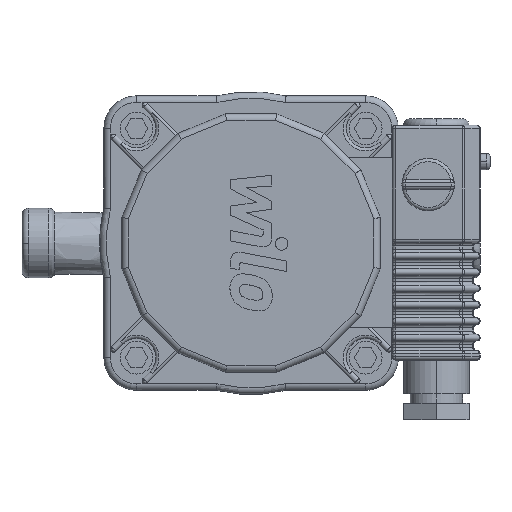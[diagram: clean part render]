
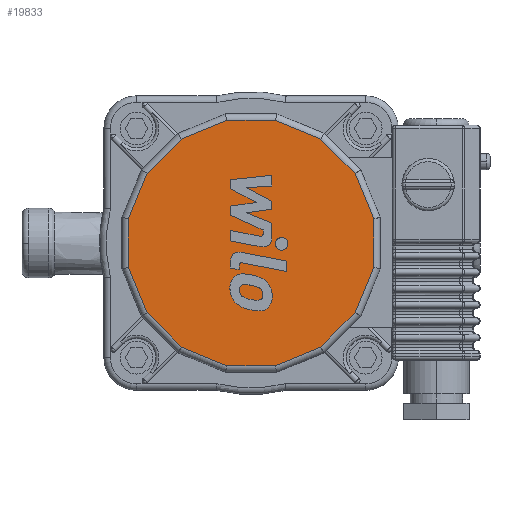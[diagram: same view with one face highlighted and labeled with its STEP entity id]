
A CAD part, front view. The second image highlights one B-rep face of the part: STEP entity #19833.
In plain terms, the highlighted planar face has unit normal (0, -1, 0).
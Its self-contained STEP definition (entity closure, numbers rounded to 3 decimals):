
#19243=CARTESIAN_POINT('',(48.758,-97.0,-31.791));
#19244=VERTEX_POINT('',#19243);
#19245=CARTESIAN_POINT('',(38.209,-97.0,-21.242));
#19246=VERTEX_POINT('',#19245);
#19247=CARTESIAN_POINT('',(48.758,-97.0,-31.791));
#19248=DIRECTION('',(-0.707,0.0,0.707));
#19249=VECTOR('',#19248,14.918);
#19250=LINE('',#19247,#19249);
#19251=EDGE_CURVE('',#19244,#19246,#19250,.T.);
#19276=CARTESIAN_POINT('',(32.5,-97.0,-7.459));
#19277=VERTEX_POINT('',#19276);
#19278=CARTESIAN_POINT('',(38.209,-97.0,-21.242));
#19279=DIRECTION('',(-0.383,0.0,0.924));
#19280=VECTOR('',#19279,14.918);
#19281=LINE('',#19278,#19280);
#19282=EDGE_CURVE('',#19246,#19277,#19281,.T.);
#19308=CARTESIAN_POINT('',(32.5,-97.0,7.459));
#19309=VERTEX_POINT('',#19308);
#19310=CARTESIAN_POINT('',(32.5,-97.0,-7.459));
#19311=DIRECTION('',(0.0,0.0,1.0));
#19312=VECTOR('',#19311,14.918);
#19313=LINE('',#19310,#19312);
#19314=EDGE_CURVE('',#19277,#19309,#19313,.T.);
#19340=CARTESIAN_POINT('',(38.209,-97.,21.242));
#19341=VERTEX_POINT('',#19340);
#19342=CARTESIAN_POINT('',(32.5,-97.0,7.459));
#19343=DIRECTION('',(0.383,0.,0.924));
#19344=VECTOR('',#19343,14.918);
#19345=LINE('',#19342,#19344);
#19346=EDGE_CURVE('',#19309,#19341,#19345,.T.);
#19370=CARTESIAN_POINT('',(48.758,-97.,31.791));
#19371=VERTEX_POINT('',#19370);
#19372=CARTESIAN_POINT('',(38.209,-97.,21.242));
#19373=DIRECTION('',(0.707,0.0,0.707));
#19374=VECTOR('',#19373,14.918);
#19375=LINE('',#19372,#19374);
#19376=EDGE_CURVE('',#19341,#19371,#19375,.T.);
#19395=CARTESIAN_POINT('',(62.541,-97.,37.5));
#19396=VERTEX_POINT('',#19395);
#19397=CARTESIAN_POINT('',(48.758,-97.,31.791));
#19398=DIRECTION('',(0.924,0.0,0.383));
#19399=VECTOR('',#19398,14.918);
#19400=LINE('',#19397,#19399);
#19401=EDGE_CURVE('',#19371,#19396,#19400,.T.);
#19427=CARTESIAN_POINT('',(77.459,-97.0,37.5));
#19428=VERTEX_POINT('',#19427);
#19429=CARTESIAN_POINT('',(62.541,-97.,37.5));
#19430=DIRECTION('',(1.0,0.0,0.0));
#19431=VECTOR('',#19430,14.918);
#19432=LINE('',#19429,#19431);
#19433=EDGE_CURVE('',#19396,#19428,#19432,.T.);
#19459=CARTESIAN_POINT('',(91.242,-97.0,31.791));
#19460=VERTEX_POINT('',#19459);
#19461=CARTESIAN_POINT('',(77.459,-97.0,37.5));
#19462=DIRECTION('',(0.924,0.0,-0.383));
#19463=VECTOR('',#19462,14.918);
#19464=LINE('',#19461,#19463);
#19465=EDGE_CURVE('',#19428,#19460,#19464,.T.);
#19489=CARTESIAN_POINT('',(101.791,-97.0,21.242));
#19490=VERTEX_POINT('',#19489);
#19491=CARTESIAN_POINT('',(91.242,-97.0,31.791));
#19492=DIRECTION('',(0.707,0.0,-0.707));
#19493=VECTOR('',#19492,14.918);
#19494=LINE('',#19491,#19493);
#19495=EDGE_CURVE('',#19460,#19490,#19494,.T.);
#19514=CARTESIAN_POINT('',(107.5,-97.0,7.459));
#19515=VERTEX_POINT('',#19514);
#19516=CARTESIAN_POINT('',(101.791,-97.0,21.242));
#19517=DIRECTION('',(0.383,0.0,-0.924));
#19518=VECTOR('',#19517,14.918);
#19519=LINE('',#19516,#19518);
#19520=EDGE_CURVE('',#19490,#19515,#19519,.T.);
#19546=CARTESIAN_POINT('',(107.5,-97.0,-7.459));
#19547=VERTEX_POINT('',#19546);
#19548=CARTESIAN_POINT('',(107.5,-97.0,7.459));
#19549=DIRECTION('',(0.0,0.0,-1.0));
#19550=VECTOR('',#19549,14.918);
#19551=LINE('',#19548,#19550);
#19552=EDGE_CURVE('',#19515,#19547,#19551,.T.);
#19578=CARTESIAN_POINT('',(101.791,-97.,-21.242));
#19579=VERTEX_POINT('',#19578);
#19580=CARTESIAN_POINT('',(107.5,-97.0,-7.459));
#19581=DIRECTION('',(-0.383,0.,-0.924));
#19582=VECTOR('',#19581,14.918);
#19583=LINE('',#19580,#19582);
#19584=EDGE_CURVE('',#19547,#19579,#19583,.T.);
#19608=CARTESIAN_POINT('',(91.242,-97.,-31.791));
#19609=VERTEX_POINT('',#19608);
#19610=CARTESIAN_POINT('',(101.791,-97.,-21.242));
#19611=DIRECTION('',(-0.707,0.0,-0.707));
#19612=VECTOR('',#19611,14.918);
#19613=LINE('',#19610,#19612);
#19614=EDGE_CURVE('',#19579,#19609,#19613,.T.);
#19633=CARTESIAN_POINT('',(77.459,-97.,-37.5));
#19634=VERTEX_POINT('',#19633);
#19635=CARTESIAN_POINT('',(91.242,-97.,-31.791));
#19636=DIRECTION('',(-0.924,0.0,-0.383));
#19637=VECTOR('',#19636,14.918);
#19638=LINE('',#19635,#19637);
#19639=EDGE_CURVE('',#19609,#19634,#19638,.T.);
#19665=CARTESIAN_POINT('',(62.541,-97.0,-37.5));
#19666=VERTEX_POINT('',#19665);
#19667=CARTESIAN_POINT('',(77.459,-97.,-37.5));
#19668=DIRECTION('',(-1.0,0.0,0.0));
#19669=VECTOR('',#19668,14.918);
#19670=LINE('',#19667,#19669);
#19671=EDGE_CURVE('',#19634,#19666,#19670,.T.);
#19697=CARTESIAN_POINT('',(62.541,-97.0,-37.5));
#19698=DIRECTION('',(-0.924,0.0,0.383));
#19699=VECTOR('',#19698,14.918);
#19700=LINE('',#19697,#19699);
#19701=EDGE_CURVE('',#19666,#19244,#19700,.T.);
#19810=CARTESIAN_POINT('',(70.0,-97.0,0.));
#19811=DIRECTION('',(0.0,1.0,0.0));
#19812=DIRECTION('',(-1.0,0.0,0.0));
#19813=AXIS2_PLACEMENT_3D('',#19810,#19811,#19812);
#19814=PLANE('',#19813);
#19815=ORIENTED_EDGE('',*,*,#19251,.F.);
#19816=ORIENTED_EDGE('',*,*,#19701,.F.);
#19817=ORIENTED_EDGE('',*,*,#19671,.F.);
#19818=ORIENTED_EDGE('',*,*,#19639,.F.);
#19819=ORIENTED_EDGE('',*,*,#19614,.F.);
#19820=ORIENTED_EDGE('',*,*,#19584,.F.);
#19821=ORIENTED_EDGE('',*,*,#19552,.F.);
#19822=ORIENTED_EDGE('',*,*,#19520,.F.);
#19823=ORIENTED_EDGE('',*,*,#19495,.F.);
#19824=ORIENTED_EDGE('',*,*,#19465,.F.);
#19825=ORIENTED_EDGE('',*,*,#19433,.F.);
#19826=ORIENTED_EDGE('',*,*,#19401,.F.);
#19827=ORIENTED_EDGE('',*,*,#19376,.F.);
#19828=ORIENTED_EDGE('',*,*,#19346,.F.);
#19829=ORIENTED_EDGE('',*,*,#19314,.F.);
#19830=ORIENTED_EDGE('',*,*,#19282,.F.);
#19831=EDGE_LOOP('',(#19815,#19816,#19817,#19818,#19819,#19820,#19821,#19822,#19823,#19824,#19825,#19826,#19827,#19828,#19829,#19830));
#19832=FACE_OUTER_BOUND('',#19831,.T.);
#19833=ADVANCED_FACE('',(#19832),#19814,.F.);
